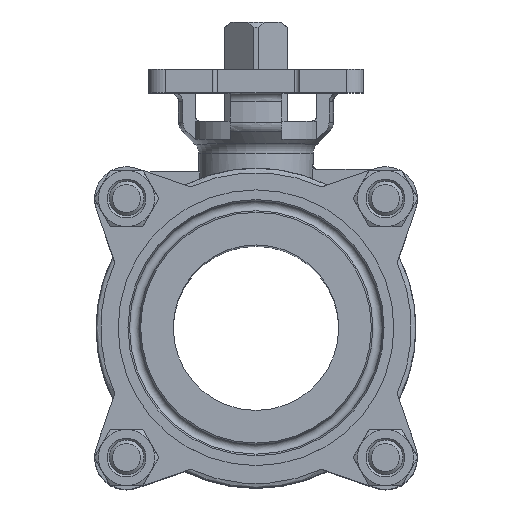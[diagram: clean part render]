
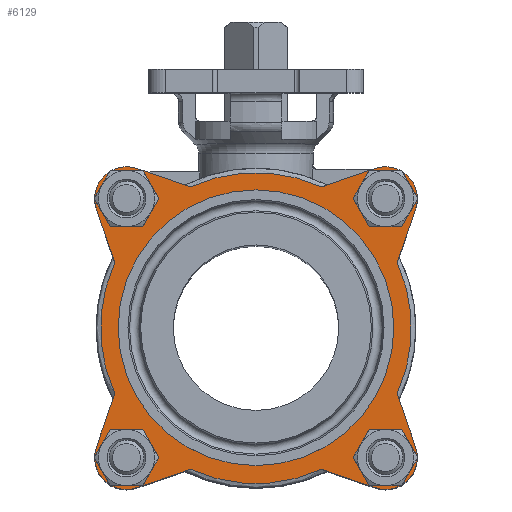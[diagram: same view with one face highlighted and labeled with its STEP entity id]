
A CAD part, top view. The second image highlights one B-rep face of the part: STEP entity #6129.
In plain terms, the highlighted planar face has unit normal (0, 0, 1).
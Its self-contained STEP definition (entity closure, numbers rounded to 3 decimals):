
#138=LINE('',#10511,#410);
#139=LINE('',#10515,#411);
#140=LINE('',#10516,#412);
#141=LINE('',#10520,#413);
#142=LINE('',#10521,#414);
#143=LINE('',#10525,#415);
#144=LINE('',#10526,#416);
#145=LINE('',#10530,#417);
#410=VECTOR('',#7955,1000.);
#411=VECTOR('',#7958,1000.);
#412=VECTOR('',#7959,1000.);
#413=VECTOR('',#7962,1000.);
#414=VECTOR('',#7963,1000.);
#415=VECTOR('',#7966,1000.);
#416=VECTOR('',#7967,1000.);
#417=VECTOR('',#7970,1000.);
#1639=ORIENTED_EDGE('',*,*,#3385,.F.);
#1640=ORIENTED_EDGE('',*,*,#3386,.F.);
#1641=ORIENTED_EDGE('',*,*,#3387,.F.);
#1642=ORIENTED_EDGE('',*,*,#3388,.F.);
#1643=ORIENTED_EDGE('',*,*,#3389,.F.);
#1644=ORIENTED_EDGE('',*,*,#3390,.T.);
#1645=ORIENTED_EDGE('',*,*,#3391,.T.);
#1646=ORIENTED_EDGE('',*,*,#3392,.T.);
#1647=ORIENTED_EDGE('',*,*,#3149,.F.);
#1648=ORIENTED_EDGE('',*,*,#3393,.T.);
#1649=ORIENTED_EDGE('',*,*,#3394,.T.);
#1650=ORIENTED_EDGE('',*,*,#3395,.T.);
#1651=ORIENTED_EDGE('',*,*,#3155,.F.);
#1652=ORIENTED_EDGE('',*,*,#3396,.T.);
#1653=ORIENTED_EDGE('',*,*,#3397,.T.);
#1654=ORIENTED_EDGE('',*,*,#3398,.T.);
#1655=ORIENTED_EDGE('',*,*,#3159,.F.);
#1656=ORIENTED_EDGE('',*,*,#3399,.T.);
#1657=ORIENTED_EDGE('',*,*,#3400,.T.);
#1658=ORIENTED_EDGE('',*,*,#3401,.T.);
#1659=ORIENTED_EDGE('',*,*,#3402,.T.);
#3149=EDGE_CURVE('',#4009,#4011,#4521,.T.);
#3155=EDGE_CURVE('',#4016,#4014,#4524,.T.);
#3159=EDGE_CURVE('',#4020,#4018,#4526,.T.);
#3385=EDGE_CURVE('',#4186,#4186,#4615,.T.);
#3386=EDGE_CURVE('',#4187,#4187,#4616,.T.);
#3387=EDGE_CURVE('',#4188,#4188,#4617,.T.);
#3388=EDGE_CURVE('',#4189,#4189,#4618,.T.);
#3389=EDGE_CURVE('',#4190,#4191,#4619,.T.);
#3390=EDGE_CURVE('',#4190,#4192,#138,.T.);
#3391=EDGE_CURVE('',#4192,#4193,#4620,.T.);
#3392=EDGE_CURVE('',#4193,#4011,#139,.T.);
#3393=EDGE_CURVE('',#4009,#4194,#140,.T.);
#3394=EDGE_CURVE('',#4194,#4195,#4621,.T.);
#3395=EDGE_CURVE('',#4195,#4014,#141,.T.);
#3396=EDGE_CURVE('',#4016,#4196,#142,.T.);
#3397=EDGE_CURVE('',#4196,#4197,#4622,.T.);
#3398=EDGE_CURVE('',#4197,#4018,#143,.T.);
#3399=EDGE_CURVE('',#4020,#4198,#144,.T.);
#3400=EDGE_CURVE('',#4198,#4199,#4623,.T.);
#3401=EDGE_CURVE('',#4199,#4191,#145,.T.);
#3402=EDGE_CURVE('',#4200,#4200,#4624,.T.);
#4009=VERTEX_POINT('',#9828);
#4011=VERTEX_POINT('',#9831);
#4014=VERTEX_POINT('',#9846);
#4016=VERTEX_POINT('',#9854);
#4018=VERTEX_POINT('',#9863);
#4020=VERTEX_POINT('',#9871);
#4186=VERTEX_POINT('',#10501);
#4187=VERTEX_POINT('',#10503);
#4188=VERTEX_POINT('',#10505);
#4189=VERTEX_POINT('',#10507);
#4190=VERTEX_POINT('',#10509);
#4191=VERTEX_POINT('',#10510);
#4192=VERTEX_POINT('',#10512);
#4193=VERTEX_POINT('',#10514);
#4194=VERTEX_POINT('',#10517);
#4195=VERTEX_POINT('',#10519);
#4196=VERTEX_POINT('',#10522);
#4197=VERTEX_POINT('',#10524);
#4198=VERTEX_POINT('',#10527);
#4199=VERTEX_POINT('',#10529);
#4200=VERTEX_POINT('',#10532);
#4521=CIRCLE('',#6606,36.1);
#4524=CIRCLE('',#6610,36.1);
#4526=CIRCLE('',#6613,36.1);
#4615=CIRCLE('',#6747,6.);
#4616=CIRCLE('',#6748,6.);
#4617=CIRCLE('',#6749,6.);
#4618=CIRCLE('',#6750,6.);
#4619=CIRCLE('',#6751,36.1);
#4620=CIRCLE('',#6752,7.4);
#4621=CIRCLE('',#6753,7.4);
#4622=CIRCLE('',#6754,7.4);
#4623=CIRCLE('',#6755,7.4);
#4624=CIRCLE('',#6756,24.848);
#4924=EDGE_LOOP('',(#1639));
#4925=EDGE_LOOP('',(#1640));
#4926=EDGE_LOOP('',(#1641));
#4927=EDGE_LOOP('',(#1642));
#4928=EDGE_LOOP('',(#1643,#1644,#1645,#1646,#1647,#1648,#1649,#1650,#1651,
#1652,#1653,#1654,#1655,#1656,#1657,#1658));
#4929=EDGE_LOOP('',(#1659));
#5464=FACE_BOUND('',#4924,.T.);
#5465=FACE_BOUND('',#4925,.T.);
#5466=FACE_BOUND('',#4926,.T.);
#5467=FACE_BOUND('',#4927,.T.);
#5468=FACE_BOUND('',#4928,.T.);
#5469=FACE_BOUND('',#4929,.T.);
#5877=PLANE('',#6746);
#6129=ADVANCED_FACE('',(#5464,#5465,#5466,#5467,#5468,#5469),#5877,.F.);
#6606=AXIS2_PLACEMENT_3D('',#9830,#7580,#7581);
#6610=AXIS2_PLACEMENT_3D('',#9855,#7588,#7589);
#6613=AXIS2_PLACEMENT_3D('',#9872,#7594,#7595);
#6746=AXIS2_PLACEMENT_3D('',#10499,#7943,#7944);
#6747=AXIS2_PLACEMENT_3D('',#10500,#7945,#7946);
#6748=AXIS2_PLACEMENT_3D('',#10502,#7947,#7948);
#6749=AXIS2_PLACEMENT_3D('',#10504,#7949,#7950);
#6750=AXIS2_PLACEMENT_3D('',#10506,#7951,#7952);
#6751=AXIS2_PLACEMENT_3D('',#10508,#7953,#7954);
#6752=AXIS2_PLACEMENT_3D('',#10513,#7956,#7957);
#6753=AXIS2_PLACEMENT_3D('',#10518,#7960,#7961);
#6754=AXIS2_PLACEMENT_3D('',#10523,#7964,#7965);
#6755=AXIS2_PLACEMENT_3D('',#10528,#7968,#7969);
#6756=AXIS2_PLACEMENT_3D('',#10531,#7971,#7972);
#7580=DIRECTION('',(0.,0.,-1.));
#7581=DIRECTION('',(-1.,0.,0.));
#7588=DIRECTION('',(0.,0.,-1.));
#7589=DIRECTION('',(-1.,0.,0.));
#7594=DIRECTION('',(0.,0.,-1.));
#7595=DIRECTION('',(-1.,0.,0.));
#7943=DIRECTION('',(0.,0.,-1.));
#7944=DIRECTION('',(-1.,0.,0.));
#7945=DIRECTION('',(0.,0.,1.));
#7946=DIRECTION('',(1.,0.,0.));
#7947=DIRECTION('',(0.,0.,1.));
#7948=DIRECTION('',(1.,0.,0.));
#7949=DIRECTION('',(0.,0.,1.));
#7950=DIRECTION('',(1.,0.,0.));
#7951=DIRECTION('',(0.,0.,1.));
#7952=DIRECTION('',(1.,0.,0.));
#7953=DIRECTION('',(0.,0.,-1.));
#7954=DIRECTION('',(-1.,0.,0.));
#7955=DIRECTION('',(-0.946,0.326,0.));
#7956=DIRECTION('',(0.,0.,1.));
#7957=DIRECTION('',(1.,0.,0.));
#7958=DIRECTION('',(0.326,-0.946,0.));
#7959=DIRECTION('',(-0.326,-0.946,0.));
#7960=DIRECTION('',(0.,0.,1.));
#7961=DIRECTION('',(1.,0.,0.));
#7962=DIRECTION('',(0.946,0.326,0.));
#7963=DIRECTION('',(0.946,-0.326,0.));
#7964=DIRECTION('',(0.,0.,1.));
#7965=DIRECTION('',(1.,0.,0.));
#7966=DIRECTION('',(-0.326,0.946,0.));
#7967=DIRECTION('',(0.326,0.946,0.));
#7968=DIRECTION('',(0.,0.,1.));
#7969=DIRECTION('',(1.,0.,0.));
#7970=DIRECTION('',(-0.946,-0.326,0.));
#7971=DIRECTION('',(0.,0.,-1.));
#7972=DIRECTION('',(-1.,0.,0.));
#9828=CARTESIAN_POINT('',(-32.756,-15.175,36.5));
#9830=CARTESIAN_POINT('',(0.,0.,36.5));
#9831=CARTESIAN_POINT('',(-32.756,15.175,36.5));
#9846=CARTESIAN_POINT('',(-15.175,-32.756,36.5));
#9854=CARTESIAN_POINT('',(15.175,-32.756,36.5));
#9855=CARTESIAN_POINT('',(0.,0.,36.5));
#9863=CARTESIAN_POINT('',(32.756,-15.175,36.5));
#9871=CARTESIAN_POINT('',(32.756,15.175,36.5));
#9872=CARTESIAN_POINT('',(0.,0.,36.5));
#10499=CARTESIAN_POINT('',(0.,0.,36.5));
#10500=CARTESIAN_POINT('',(30.052,-30.052,36.5));
#10501=CARTESIAN_POINT('',(36.052,-30.052,36.5));
#10502=CARTESIAN_POINT('',(-30.052,-30.052,36.5));
#10503=CARTESIAN_POINT('',(-24.052,-30.052,36.5));
#10504=CARTESIAN_POINT('',(-30.052,30.052,36.5));
#10505=CARTESIAN_POINT('',(-24.052,30.052,36.5));
#10506=CARTESIAN_POINT('',(30.052,30.052,36.5));
#10507=CARTESIAN_POINT('',(36.052,30.052,36.5));
#10508=CARTESIAN_POINT('',(0.,0.,36.5));
#10509=CARTESIAN_POINT('',(-15.175,32.756,36.5));
#10510=CARTESIAN_POINT('',(15.175,32.756,36.5));
#10511=CARTESIAN_POINT('',(0.,27.531,36.5));
#10512=CARTESIAN_POINT('',(-27.643,37.049,36.5));
#10513=CARTESIAN_POINT('',(-30.052,30.052,36.5));
#10514=CARTESIAN_POINT('',(-37.049,27.643,36.5));
#10515=CARTESIAN_POINT('',(-37.049,27.643,36.5));
#10516=CARTESIAN_POINT('',(-27.531,0.,36.5));
#10517=CARTESIAN_POINT('',(-37.049,-27.643,36.5));
#10518=CARTESIAN_POINT('',(-30.052,-30.052,36.5));
#10519=CARTESIAN_POINT('',(-27.643,-37.049,36.5));
#10520=CARTESIAN_POINT('',(-27.643,-37.049,36.5));
#10521=CARTESIAN_POINT('',(0.,-27.531,36.5));
#10522=CARTESIAN_POINT('',(27.643,-37.049,36.5));
#10523=CARTESIAN_POINT('',(30.052,-30.052,36.5));
#10524=CARTESIAN_POINT('',(37.049,-27.643,36.5));
#10525=CARTESIAN_POINT('',(37.049,-27.643,36.5));
#10526=CARTESIAN_POINT('',(27.531,0.,36.5));
#10527=CARTESIAN_POINT('',(37.049,27.643,36.5));
#10528=CARTESIAN_POINT('',(30.052,30.052,36.5));
#10529=CARTESIAN_POINT('',(27.643,37.049,36.5));
#10530=CARTESIAN_POINT('',(27.643,37.049,36.5));
#10531=CARTESIAN_POINT('',(0.,0.,36.5));
#10532=CARTESIAN_POINT('',(-24.848,0.,36.5));
